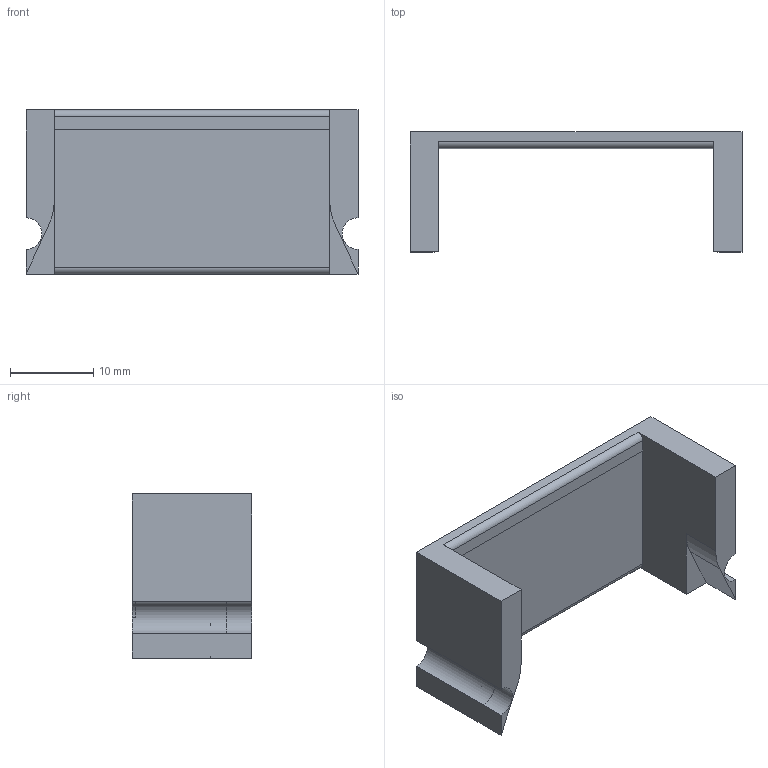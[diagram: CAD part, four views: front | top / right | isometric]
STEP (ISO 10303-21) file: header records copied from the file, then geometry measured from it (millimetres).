
FILE_DESCRIPTION(/* description */ (''),/* implementation_level */ '2;1');
FILE_NAME(/* name */ 'fnal18_holder_f.step',/* time_stamp */ '2023-03-01T22:06:10-07:00',/* author */ (''),/* organization */ (''),/* preprocessor_version */ 'ST-DEVELOPER v19.2',/* originating_system */ 'Autodesk Translation Framework v11.17.0.187',/* authorisation */ '');
FILE_SCHEMA (('AUTOMOTIVE_DESIGN { 1 0 10303 214 3 1 1 }'));
Length unit declared in the file: millimetre
Products named in the file (1): fnal18_holder_f
Bounding box: 39.8 x 14.38 x 19.7 mm (x, y, z)
Volume: 2335.5 mm3; surface area: 3043.5 mm2
Topology: 1 solids, 1 shells, 55 faces, 155 edges, 104 vertices
Faces by surface type: plane 40, cylinder 11, bspline 4
Entity records: 1838 total; most frequent: CARTESIAN_POINT 383, ORIENTED_EDGE 310, DIRECTION 271, EDGE_CURVE 155, LINE 127, VECTOR 127, VERTEX_POINT 104, AXIS2_PLACEMENT_3D 72
